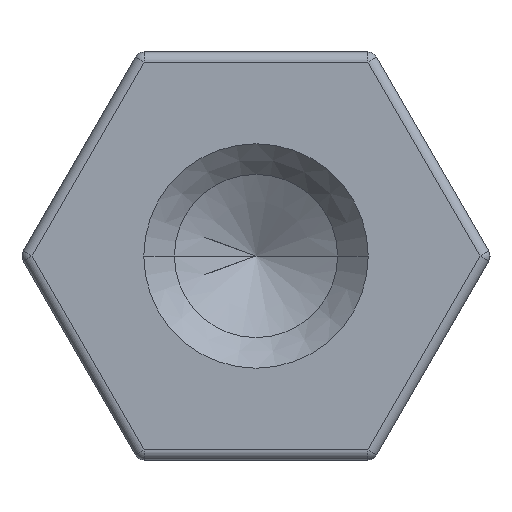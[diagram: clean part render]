
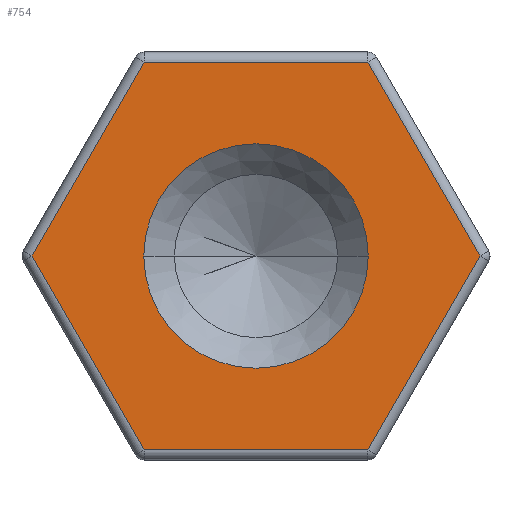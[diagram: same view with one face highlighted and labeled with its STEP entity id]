
A CAD part, left-side view. The second image highlights one B-rep face of the part: STEP entity #754.
In plain terms, the highlighted planar face has unit normal (-1, 0, 0).
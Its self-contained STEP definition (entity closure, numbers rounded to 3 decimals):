
#81 = AXIS2_PLACEMENT_3D ( 'NONE', #1365, #1354, #1351 ) ;
#98 = CARTESIAN_POINT ( 'NONE',  ( 0., -1.097, 1.9 ) ) ;
#132 = VECTOR ( 'NONE', #1288, 1000. ) ;
#137 = AXIS2_PLACEMENT_3D ( 'NONE', #1428, #751, #1437 ) ;
#143 = EDGE_CURVE ( 'NONE', #941, #1043, #1122, .T. ) ;
#155 = LINE ( 'NONE', #1389, #132 ) ;
#214 = EDGE_CURVE ( 'NONE', #703, #1079, #464, .T. ) ;
#215 = EDGE_CURVE ( 'NONE', #831, #703, #462, .T. ) ;
#217 = EDGE_CURVE ( 'NONE', #1079, #877, #451, .T. ) ;
#219 = EDGE_CURVE ( 'NONE', #616, #831, #445, .T. ) ;
#224 = EDGE_CURVE ( 'NONE', #1060, #616, #400, .T. ) ;
#227 = EDGE_CURVE ( 'NONE', #1043, #941, #391, .T. ) ;
#354 = EDGE_CURVE ( 'NONE', #877, #1060, #155, .T. ) ;
#391 = CIRCLE ( 'NONE', #81, 1.1 ) ;
#393 = VECTOR ( 'NONE', #1346, 1000. ) ;
#400 = LINE ( 'NONE', #1347, #393 ) ;
#436 = VECTOR ( 'NONE', #1366, 1000. ) ;
#441 = VECTOR ( 'NONE', #1330, 1000. ) ;
#445 = LINE ( 'NONE', #1368, #436 ) ;
#448 = VECTOR ( 'NONE', #1321, 1000. ) ;
#451 = LINE ( 'NONE', #1331, #441 ) ;
#453 = VECTOR ( 'NONE', #1338, 1000. ) ;
#459 = AXIS2_PLACEMENT_3D ( 'NONE', #1249, #1434, #552 ) ;
#462 = LINE ( 'NONE', #1315, #448 ) ;
#464 = LINE ( 'NONE', #1335, #453 ) ;
#552 = DIRECTION ( 'NONE',  ( 0., 1., 0. ) ) ;
#594 = ORIENTED_EDGE ( 'NONE', *, *, #217, .T. ) ;
#616 = VERTEX_POINT ( 'NONE', #98 ) ;
#703 = VERTEX_POINT ( 'NONE', #1123 ) ;
#725 = ORIENTED_EDGE ( 'NONE', *, *, #224, .T. ) ;
#751 = DIRECTION ( 'NONE',  ( 1., 0., 0. ) ) ;
#754 = ADVANCED_FACE ( 'NONE', ( #1001, #1180 ), #969, .F. ) ;
#760 = ORIENTED_EDGE ( 'NONE', *, *, #214, .T. ) ;
#789 = ORIENTED_EDGE ( 'NONE', *, *, #227, .T. ) ;
#831 = VERTEX_POINT ( 'NONE', #1329 ) ;
#863 = ORIENTED_EDGE ( 'NONE', *, *, #215, .T. ) ;
#877 = VERTEX_POINT ( 'NONE', #1231 ) ;
#890 = ORIENTED_EDGE ( 'NONE', *, *, #354, .T. ) ;
#941 = VERTEX_POINT ( 'NONE', #1141 ) ;
#966 = EDGE_LOOP ( 'NONE', ( #725, #1082, #863, #760, #594, #890 ) ) ;
#969 = PLANE ( 'NONE',  #459 ) ;
#1001 = FACE_OUTER_BOUND ( 'NONE', #966, .T. ) ;
#1043 = VERTEX_POINT ( 'NONE', #1394 ) ;
#1057 = CARTESIAN_POINT ( 'NONE',  ( 0., 1.097, -1.9 ) ) ;
#1060 = VERTEX_POINT ( 'NONE', #1235 ) ;
#1071 = ORIENTED_EDGE ( 'NONE', *, *, #143, .T. ) ;
#1079 = VERTEX_POINT ( 'NONE', #1057 ) ;
#1082 = ORIENTED_EDGE ( 'NONE', *, *, #219, .T. ) ;
#1098 = EDGE_LOOP ( 'NONE', ( #789, #1071 ) ) ;
#1122 = CIRCLE ( 'NONE', #137, 1.1 ) ;
#1123 = CARTESIAN_POINT ( 'NONE',  ( 0., 2.194, 0. ) ) ;
#1141 = CARTESIAN_POINT ( 'NONE',  ( 0., -1.1, 0. ) ) ;
#1180 = FACE_BOUND ( 'NONE', #1098, .T. ) ;
#1231 = CARTESIAN_POINT ( 'NONE',  ( 0., -1.097, -1.9 ) ) ;
#1235 = CARTESIAN_POINT ( 'NONE',  ( 0., -2.194, 0. ) ) ;
#1249 = CARTESIAN_POINT ( 'NONE',  ( 0., 0., 0. ) ) ;
#1288 = DIRECTION ( 'NONE',  ( 0., -0.5, 0.866 ) ) ;
#1315 = CARTESIAN_POINT ( 'NONE',  ( 0., 1.645, 0.95 ) ) ;
#1321 = DIRECTION ( 'NONE',  ( 0., 0.5, -0.866 ) ) ;
#1329 = CARTESIAN_POINT ( 'NONE',  ( 0., 1.097, 1.9 ) ) ;
#1330 = DIRECTION ( 'NONE',  ( 0., -1., 0. ) ) ;
#1331 = CARTESIAN_POINT ( 'NONE',  ( 0., 0., -1.9 ) ) ;
#1335 = CARTESIAN_POINT ( 'NONE',  ( 0., 1.645, -0.95 ) ) ;
#1338 = DIRECTION ( 'NONE',  ( 0., -0.5, -0.866 ) ) ;
#1346 = DIRECTION ( 'NONE',  ( 0., 0.5, 0.866 ) ) ;
#1347 = CARTESIAN_POINT ( 'NONE',  ( 0., -1.645, 0.95 ) ) ;
#1351 = DIRECTION ( 'NONE',  ( 0., 1., 0. ) ) ;
#1354 = DIRECTION ( 'NONE',  ( 1., 0., 0. ) ) ;
#1365 = CARTESIAN_POINT ( 'NONE',  ( 0., 0., 0. ) ) ;
#1366 = DIRECTION ( 'NONE',  ( 0., 1., 0. ) ) ;
#1368 = CARTESIAN_POINT ( 'NONE',  ( 0., 0., 1.9 ) ) ;
#1389 = CARTESIAN_POINT ( 'NONE',  ( 0., -1.645, -0.95 ) ) ;
#1394 = CARTESIAN_POINT ( 'NONE',  ( 0., 1.1, 0. ) ) ;
#1428 = CARTESIAN_POINT ( 'NONE',  ( 0., 0., 0. ) ) ;
#1434 = DIRECTION ( 'NONE',  ( 1., 0., 0. ) ) ;
#1437 = DIRECTION ( 'NONE',  ( 0., 1., 0. ) ) ;
